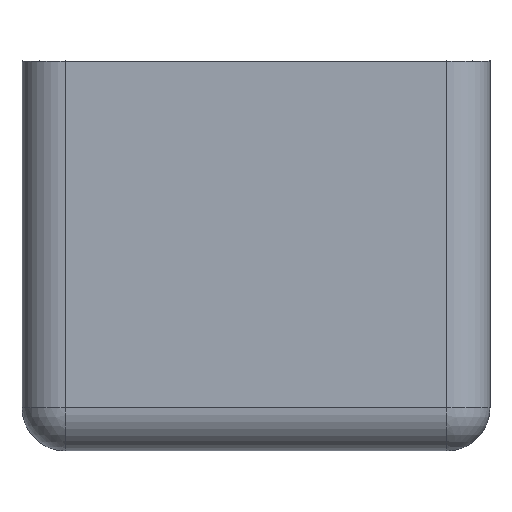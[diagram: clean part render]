
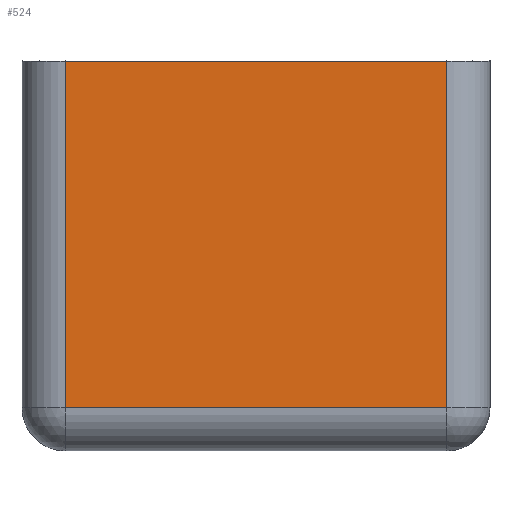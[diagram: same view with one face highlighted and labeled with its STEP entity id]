
A CAD part, left-side view. The second image highlights one B-rep face of the part: STEP entity #524.
In plain terms, the highlighted planar face has unit normal (-1, 0, 0).
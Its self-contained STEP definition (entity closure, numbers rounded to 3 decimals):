
#30=PLANE('',#610);
#42=LINE('',#906,#82);
#53=LINE('',#933,#93);
#66=LINE('',#1053,#106);
#70=LINE('',#1060,#110);
#82=VECTOR('',#674,1.);
#93=VECTOR('',#701,10.);
#106=VECTOR('',#764,1.);
#110=VECTOR('',#774,1.);
#161=FACE_OUTER_BOUND('',#197,.T.);
#197=EDGE_LOOP('',(#482,#483,#484,#485));
#241=VERTEX_POINT('',#881);
#249=VERTEX_POINT('',#904);
#257=VERTEX_POINT('',#931);
#268=VERTEX_POINT('',#1045);
#297=EDGE_CURVE('',#249,#241,#42,.T.);
#311=EDGE_CURVE('',#257,#249,#53,.T.);
#337=EDGE_CURVE('',#241,#268,#66,.T.);
#341=EDGE_CURVE('',#268,#257,#70,.T.);
#482=ORIENTED_EDGE('',*,*,#311,.F.);
#483=ORIENTED_EDGE('',*,*,#341,.F.);
#484=ORIENTED_EDGE('',*,*,#337,.F.);
#485=ORIENTED_EDGE('',*,*,#297,.F.);
#524=ADVANCED_FACE('',(#161),#30,.F.);
#610=AXIS2_PLACEMENT_3D('',#1062,#777,#778);
#674=DIRECTION('',(0.,0.,-1.));
#701=DIRECTION('',(0.,-1.,0.));
#764=DIRECTION('',(0.,1.,0.));
#774=DIRECTION('',(0.,0.,1.));
#777=DIRECTION('center_axis',(1.,0.,0.));
#778=DIRECTION('ref_axis',(0.,0.,1.));
#881=CARTESIAN_POINT('',(-27272.611,27099.708,-22197.006));
#904=CARTESIAN_POINT('',(-27272.611,27099.708,-22157.006));
#906=CARTESIAN_POINT('',(-27272.611,27099.708,-22202.006));
#931=CARTESIAN_POINT('',(-27272.611,27143.708,-22157.006));
#933=CARTESIAN_POINT('',(-27272.611,27040.708,-22157.006));
#1045=CARTESIAN_POINT('',(-27272.611,27143.708,-22197.006));
#1053=CARTESIAN_POINT('',(-27272.611,27121.708,-22197.006));
#1060=CARTESIAN_POINT('',(-27272.611,27143.708,-22202.006));
#1062=CARTESIAN_POINT('Origin',(-27272.611,27148.708,-22202.006));
